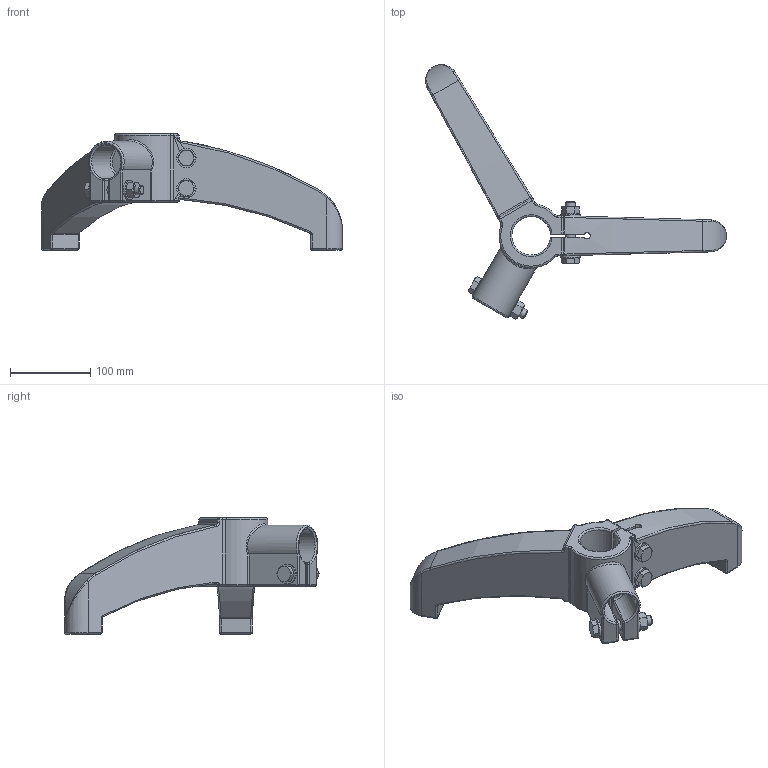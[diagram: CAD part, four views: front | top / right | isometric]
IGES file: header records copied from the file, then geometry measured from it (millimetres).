
Global section: file name: No Iges File Name specified; native system: AutoDesk Inventor R10; preprocessor: AutoDesk Inventor Iges Exporter R10; author: No Author specified; organization: No Organization specified; date: 20060412.121418; units: millimetre
Bounding box: 376 x 318.36 x 145 mm (x, y, z)
Volume: 1625266.4 mm3; surface area: 205315.1 mm2
Topology: 15 solids, 15 shells, 349 faces, 780 edges, 445 vertices
Faces by surface type: plane 91, cylinder 64, cone 61, bspline 51, revolution 43, torus 25, sphere 14
Full cylindrical faces by diameter (mm): 12 x3, 17.4 x3, 22 x2, 24 x6
